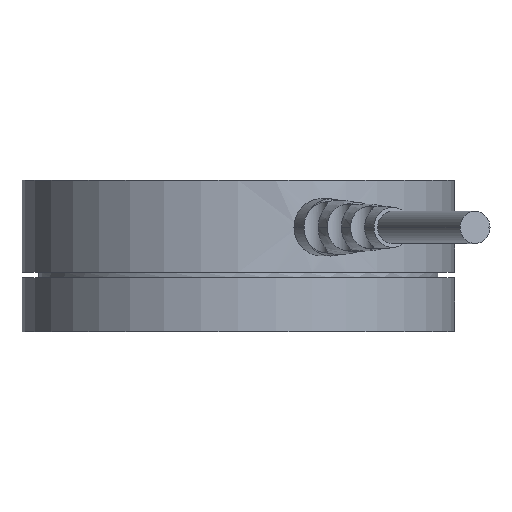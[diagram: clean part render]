
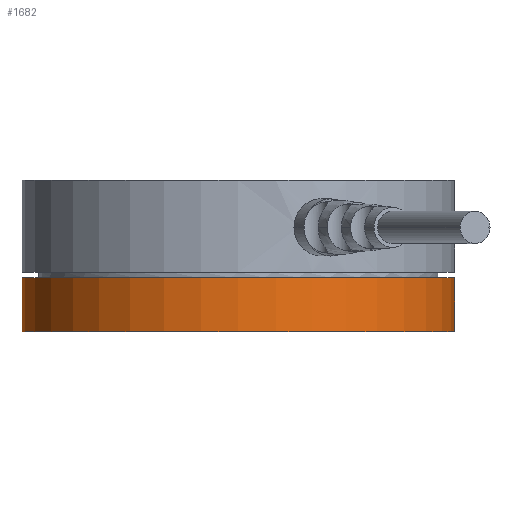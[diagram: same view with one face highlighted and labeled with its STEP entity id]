
A CAD part, front view. The second image highlights one B-rep face of the part: STEP entity #1682.
In plain terms, the highlighted cylindrical face has radius 20.05 mm (diameter 40.1 mm), a partial arc.
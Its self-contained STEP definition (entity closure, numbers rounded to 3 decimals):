
#85 = CARTESIAN_POINT ( 'NONE',  ( 0., 0., 5. ) ) ;
#146 = CIRCLE ( 'NONE', #2069, 20.05 ) ;
#153 = CYLINDRICAL_SURFACE ( 'NONE', #1363, 20.05 ) ;
#325 = DIRECTION ( 'NONE',  ( 1., 0., 0. ) ) ;
#344 = ORIENTED_EDGE ( 'NONE', *, *, #1510, .T. ) ;
#408 = DIRECTION ( 'NONE',  ( 0., 0., -1. ) ) ;
#460 = EDGE_CURVE ( 'NONE', #3883, #1403, #3232, .T. ) ;
#685 = ORIENTED_EDGE ( 'NONE', *, *, #460, .F. ) ;
#744 = CARTESIAN_POINT ( 'NONE',  ( -20.05, 0., 5. ) ) ;
#793 = LINE ( 'NONE', #3466, #1164 ) ;
#1065 = VECTOR ( 'NONE', #408, 1000. ) ;
#1131 = EDGE_CURVE ( 'NONE', #3883, #4352, #2425, .T. ) ;
#1164 = VECTOR ( 'NONE', #3562, 1000. ) ;
#1186 = CARTESIAN_POINT ( 'NONE',  ( -20.05, 0., 5. ) ) ;
#1363 = AXIS2_PLACEMENT_3D ( 'NONE', #85, #2927, #2585 ) ;
#1403 = VERTEX_POINT ( 'NONE', #4048 ) ;
#1510 = EDGE_CURVE ( 'NONE', #4352, #2483, #146, .T. ) ;
#1620 = DIRECTION ( 'NONE',  ( 0., 0., 1. ) ) ;
#1628 = AXIS2_PLACEMENT_3D ( 'NONE', #2309, #1620, #1890 ) ;
#1682 = ADVANCED_FACE ( 'NONE', ( #3161 ), #153, .T. ) ;
#1890 = DIRECTION ( 'NONE',  ( 1., 0., 0. ) ) ;
#1962 = CARTESIAN_POINT ( 'NONE',  ( -20.05, 0., 0. ) ) ;
#2069 = AXIS2_PLACEMENT_3D ( 'NONE', #3000, #3351, #325 ) ;
#2137 = ORIENTED_EDGE ( 'NONE', *, *, #3881, .F. ) ;
#2292 = CARTESIAN_POINT ( 'NONE',  ( 20.05, 0., 0. ) ) ;
#2309 = CARTESIAN_POINT ( 'NONE',  ( 0., 0., 5. ) ) ;
#2425 = LINE ( 'NONE', #744, #1065 ) ;
#2483 = VERTEX_POINT ( 'NONE', #2292 ) ;
#2585 = DIRECTION ( 'NONE',  ( -1., 0., 0. ) ) ;
#2927 = DIRECTION ( 'NONE',  ( 0., 0., -1. ) ) ;
#3000 = CARTESIAN_POINT ( 'NONE',  ( 0., 0., 0. ) ) ;
#3161 = FACE_OUTER_BOUND ( 'NONE', #3768, .T. ) ;
#3232 = CIRCLE ( 'NONE', #1628, 20.05 ) ;
#3351 = DIRECTION ( 'NONE',  ( 0., 0., 1. ) ) ;
#3466 = CARTESIAN_POINT ( 'NONE',  ( 20.05, 0., 5. ) ) ;
#3562 = DIRECTION ( 'NONE',  ( 0., 0., -1. ) ) ;
#3768 = EDGE_LOOP ( 'NONE', ( #2137, #685, #4054, #344 ) ) ;
#3881 = EDGE_CURVE ( 'NONE', #1403, #2483, #793, .T. ) ;
#3883 = VERTEX_POINT ( 'NONE', #1186 ) ;
#4048 = CARTESIAN_POINT ( 'NONE',  ( 20.05, 0., 5. ) ) ;
#4054 = ORIENTED_EDGE ( 'NONE', *, *, #1131, .T. ) ;
#4352 = VERTEX_POINT ( 'NONE', #1962 ) ;
